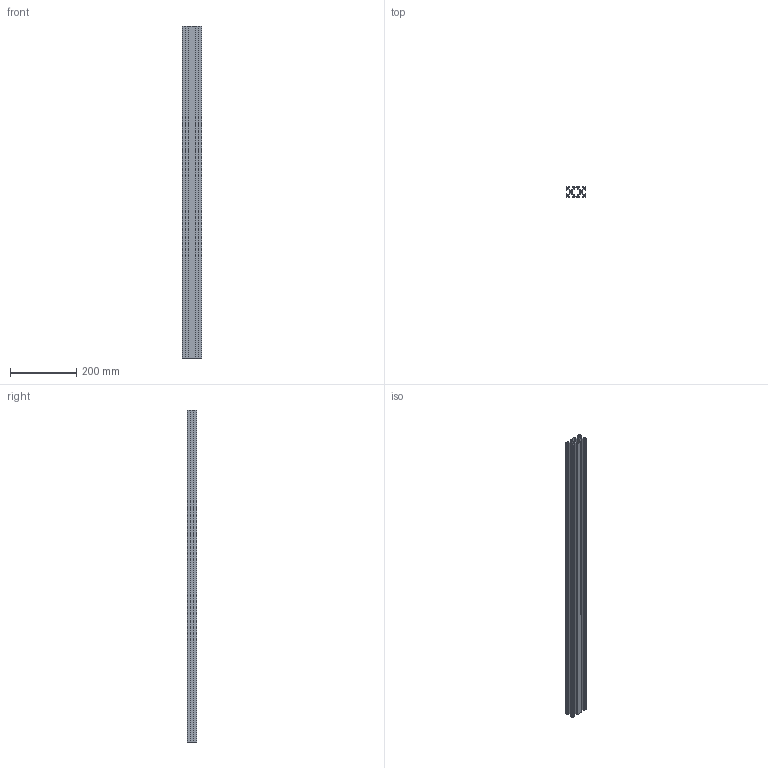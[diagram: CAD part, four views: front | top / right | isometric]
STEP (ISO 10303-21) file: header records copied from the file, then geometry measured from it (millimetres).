
FILE_DESCRIPTION(('STEP AP214'), '1');
FILE_NAME('3060', '2022-12-21T10:03:07', ('ﾀ蓆竟頌瑣ⅱ'), (''), 'ASCON STEP Converter 1.6', 'ASCON Math Kernel', '');
FILE_SCHEMA(('AUTOMOTIVE_DESIGN { 1 0 10303 214 3 1 1}'));
Length unit declared in the file: millimetre
Bounding box: 60 x 30 x 1000 mm (x, y, z)
Volume: 565121.8 mm3; surface area: 530514 mm2
Topology: 1 solids, 1 shells, 202 faces, 600 edges, 400 vertices
Faces by surface type: plane 118, cylinder 84
Full cylindrical faces by diameter (mm): 6.8 x2
Entity records: 8470 total; most frequent: CARTESIAN_POINT 1201, ORIENTED_EDGE 1196, DIRECTION 1172, EDGE_CURVE 598, LINE 430, VECTOR 430, VERTEX_POINT 400, AXIS2_PLACEMENT_3D 371
